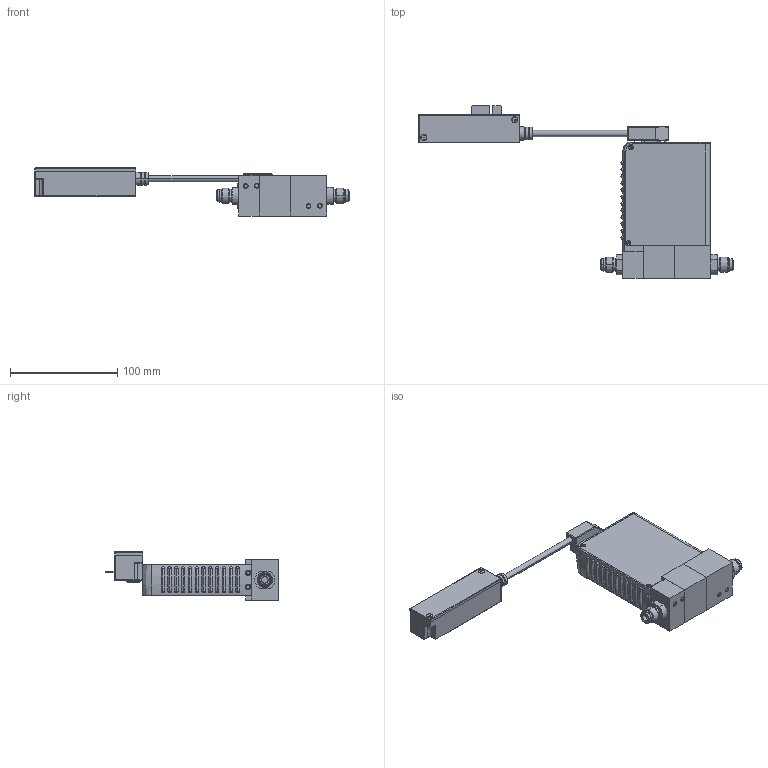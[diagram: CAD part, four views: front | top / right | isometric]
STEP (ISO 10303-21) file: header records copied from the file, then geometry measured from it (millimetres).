
FILE_DESCRIPTION (( 'STEP AP203' ), '1' );
FILE_NAME ('GF1XX-VX-EX.STEP', '2015-03-24T17:02:22', ( 'mrutkowski' ), ( 'Hewlett-Packard Company' ), 'SwSTEP 2.0', 'SolidWorks 2014', '' );
FILE_SCHEMA (( 'CONFIG_CONTROL_DESIGN' ));
Length unit declared in the file: inch
Products named in the file (1): GF1XX-VX-EX
Bounding box: 293.31 x 161.25 x 44.81 mm (x, y, z)
Surface area: 90191.2 mm2 (no closed solid volume)
Topology: 0 solids, 23 shells, 518 faces, 1853 edges, 1335 vertices
Faces by surface type: plane 235, cylinder 149, bspline 75, cone 40, sphere 10, torus 9
Entity records: 27085 total; most frequent: CARTESIAN_POINT 11896, ORIENTED_EDGE 2947, DIRECTION 2895, EDGE_CURVE 1843, VERTEX_POINT 1335, VECTOR 1113, LINE 1113, AXIS2_PLACEMENT_3D 891
